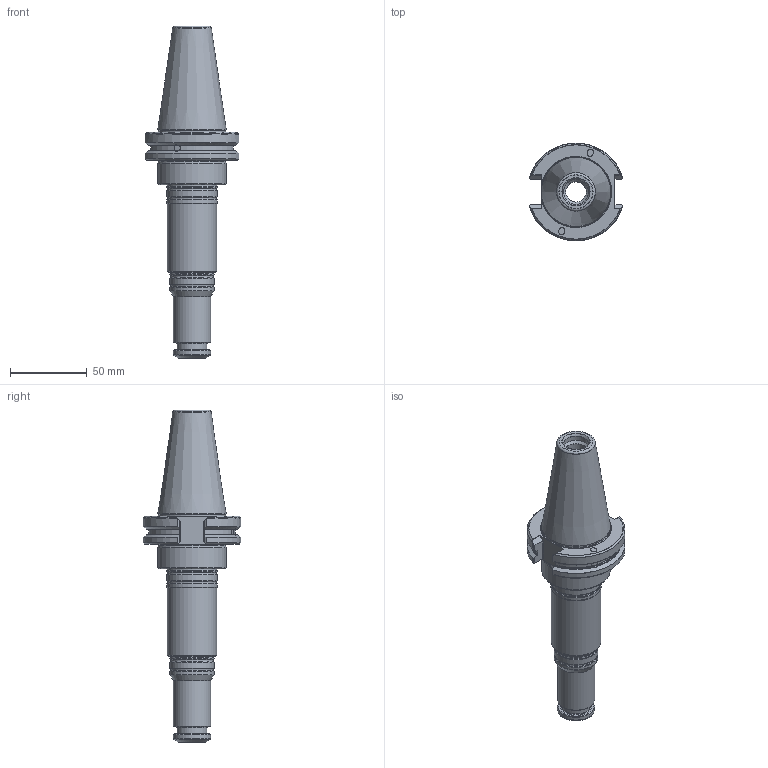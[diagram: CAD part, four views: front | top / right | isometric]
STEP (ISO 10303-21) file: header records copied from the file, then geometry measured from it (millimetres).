
FILE_DESCRIPTION(/* description */ (''),/* implementation_level */ '2;1');
FILE_NAME(/* name */ '434071576.stp',/* time_stamp */ '2021-01-12T12:05:18',/* author */ ('LRA'),/* organization */ ('REGO-FIX'),/* preprocessor_version */ ' Unknown',/* originating_system */ 'SIEMENS PLM Software Solid Edge ST10',/* authorization */ 'Unknown');
FILE_SCHEMA (('AUTOMOTIVE_DESIGN { 1 0 10303 214 2 1 1}'));
Length unit declared in the file: millimetre
Products named in the file (1): NOCUT
Bounding box: 61.04 x 63.58 x 216.55 mm (x, y, z)
Volume: 364934.4 mm3; surface area: 77890.6 mm2
Topology: 2 solids, 2 shells, 266 faces, 671 edges, 419 vertices
Faces by surface type: plane 78, cone 78, cylinder 70, torus 40
Full cylindrical faces by diameter (mm): 3.242 x6, 3.9 x2, 12 x2, 13.375 x2, 13.376 x4, 15 x2, 16.2 x1, 16.5 x1, 19.5 x2, 24 x2, 24.3 x2, 28.5 x3, 28.8 x3, 32 x1, 32.3 x1, 32.5 x3, 32.8 x3, 43.85 x2, 44.45 x1, 44.75 x1
Entity records: 9120 total; most frequent: CARTESIAN_POINT 1594, DIRECTION 1174, ORIENTED_EDGE 1008, AXIS2_PLACEMENT_3D 508, EDGE_CURVE 504, FACE_BOUND 426, EDGE_LOOP 422, VERTEX_POINT 390
